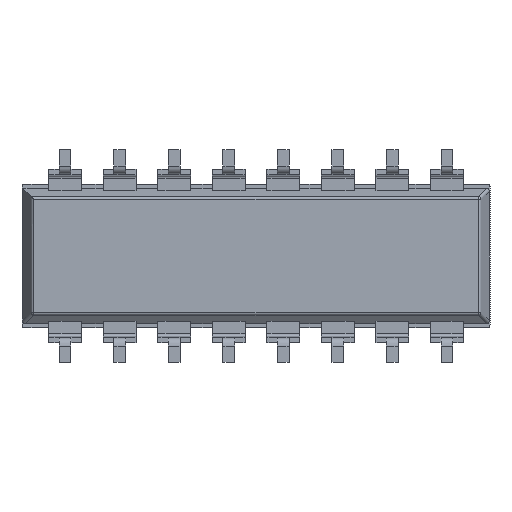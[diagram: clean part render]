
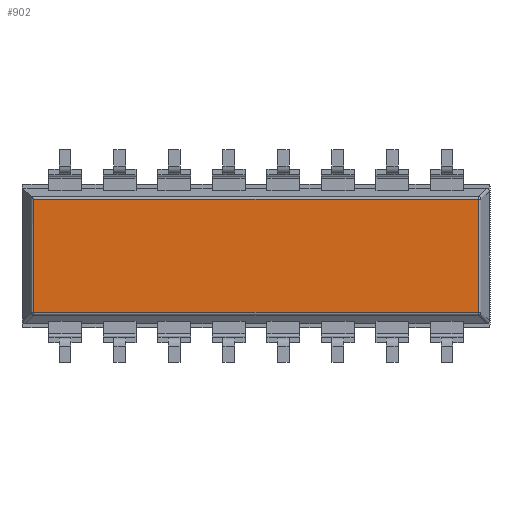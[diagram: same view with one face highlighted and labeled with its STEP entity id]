
A CAD part, front view. The second image highlights one B-rep face of the part: STEP entity #902.
In plain terms, the highlighted planar face has unit normal (0, -1, 0).
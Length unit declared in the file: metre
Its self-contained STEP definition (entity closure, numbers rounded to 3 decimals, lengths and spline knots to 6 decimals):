
#902 = ADVANCED_FACE( '', ( #3020 ), #3021, .T. );
#3020 = FACE_OUTER_BOUND( '', #5572, .T. );
#3021 = PLANE( '', #5573 );
#5572 = EDGE_LOOP( '', ( #12840, #12841, #12842, #12843 ) );
#5573 = AXIS2_PLACEMENT_3D( '', #12844, #12845, #12846 );
#12840 = ORIENTED_EDGE( '', *, *, #18896, .T. );
#12841 = ORIENTED_EDGE( '', *, *, #17902, .F. );
#12842 = ORIENTED_EDGE( '', *, *, #17979, .T. );
#12843 = ORIENTED_EDGE( '', *, *, #19631, .T. );
#12844 = CARTESIAN_POINT( '', ( 0., -0.003683, 0.002731 ) );
#12845 = DIRECTION( '', ( 0., -1., 0. ) );
#12846 = DIRECTION( '', ( 0., 0., -1. ) );
#17902 = EDGE_CURVE( '', #22110, #20689, #22112, .T. );
#17979 = EDGE_CURVE( '', #22110, #20899, #22258, .T. );
#18896 = EDGE_CURVE( '', #23910, #20689, #23911, .T. );
#19631 = EDGE_CURVE( '', #20899, #23910, #25062, .T. );
#20689 = VERTEX_POINT( '', #26473 );
#20899 = VERTEX_POINT( '', #26773 );
#22110 = VERTEX_POINT( '', #28556 );
#22112 = LINE( '', #28558, #28559 );
#22258 = LINE( '', #28774, #28775 );
#23910 = VERTEX_POINT( '', #31256 );
#23911 = LINE( '', #31257, #31258 );
#25062 = LINE( '', #33110, #33111 );
#26473 = CARTESIAN_POINT( '', ( 0.000546, -0.003683, -0.002642 ) );
#26773 = CARTESIAN_POINT( '', ( 0.021247, -0.003683, 0.002642 ) );
#28556 = CARTESIAN_POINT( '', ( 0.021247, -0.003683, -0.002642 ) );
#28558 = CARTESIAN_POINT( '', ( 0.021247, -0.003683, -0.002642 ) );
#28559 = VECTOR( '', #36239, 1. );
#28774 = CARTESIAN_POINT( '', ( 0.021247, -0.003683, -0.002642 ) );
#28775 = VECTOR( '', #36330, 1. );
#31256 = CARTESIAN_POINT( '', ( 0.000546, -0.003683, 0.002642 ) );
#31257 = CARTESIAN_POINT( '', ( 0.000546, -0.003683, 0.002642 ) );
#31258 = VECTOR( '', #37421, 1. );
#33110 = CARTESIAN_POINT( '', ( 0.021247, -0.003683, 0.002642 ) );
#33111 = VECTOR( '', #38251, 1. );
#36239 = DIRECTION( '', ( -1., 0., 0. ) );
#36330 = DIRECTION( '', ( 0., 0., 1. ) );
#37421 = DIRECTION( '', ( 0., 0., -1. ) );
#38251 = DIRECTION( '', ( -1., 0., 0. ) );
